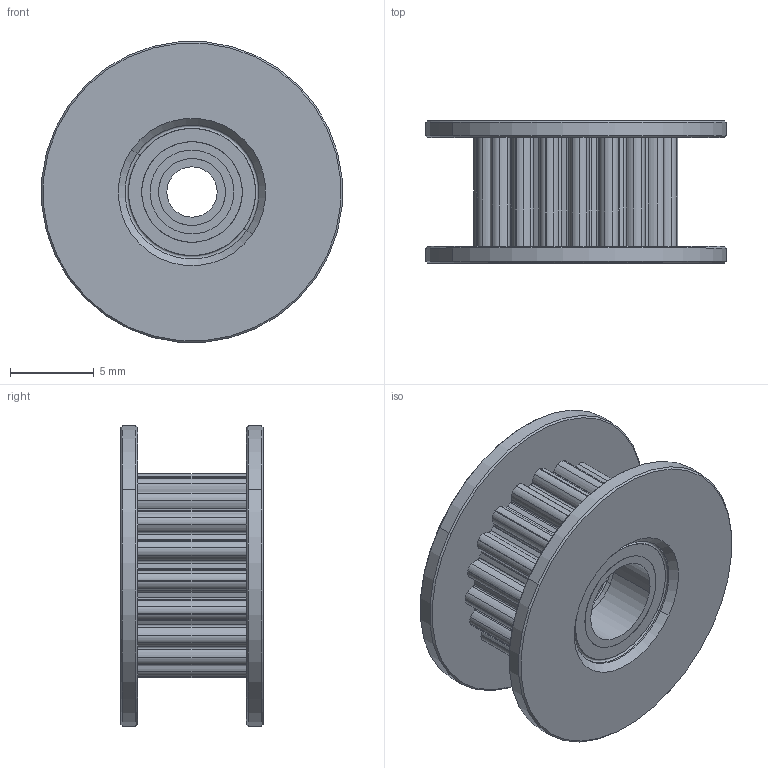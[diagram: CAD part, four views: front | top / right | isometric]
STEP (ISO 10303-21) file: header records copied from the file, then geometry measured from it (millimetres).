
FILE_DESCRIPTION (( 'STEP AP214' ), '1' );
FILE_NAME ('GT2 Timing Idler Pulley, Configurable, 20T W6 B3 With T.STEP', '2019-11-15T21:30:30', ( '' ), ( '' ), 'SwSTEP 2.0', 'SolidWorks 2018', '' );
FILE_SCHEMA (( 'AUTOMOTIVE_DESIGN' ));
Length unit declared in the file: millimetre
Products named in the file (12): Bearing Subassy, GT2 Timing Idler Pulley, Configurable_5 mm Bore; Bearing Ball, GT2 Timing Idler Pulley, Configurable_1.4 mm; Bearing Seal, GT2 Timing Idler Pulley, Configurable_5 mm Bore; Bearing Inner Ring, GT2 Timing Idler Pulley, Configurable_5 mm Bore; Bearing Outer Ring, GT2 Timing Idler Pulley, Configurable_5 mm Bore; Bearing Subassy, GT2 Timing Idler Pulley, Configurable_3 mm Bore; Bearing Ball, GT2 Timing Idler Pulley, Configurable_2 mm; Bearing Seal, GT2 Timing Idler Pulley, Configurable_3 mm Bore; Bearing Inner Ring, GT2 Timing Idler Pulley, Configurable_3 mm Bore; Bearing Outer Ring, GT2 Timing Idler Pulley, Configurable_3 mm Bore; Body, GT2 Timing Idler Pulley, Configurable_20T W6 B3 With T; GT2 Timing Idler Pulley, Configurable, 20T W6 B3 With T
Assembly tree (29 placements, depth 3):
  GT2 Timing Idler Pulley, Configurable, 20T W6 B3 With T
    Body, GT2 Timing Idler Pulley, Configurable_20T W6 B3 With T
    Bearing Subassy, GT2 Timing Idler Pulley, Configurable_3 mm Bore
      Bearing Outer Ring, GT2 Timing Idler Pulley, Configurable_3 mm Bore
      Bearing Inner Ring, GT2 Timing Idler Pulley, Configurable_3 mm Bore
      Bearing Seal, GT2 Timing Idler Pulley, Configurable_3 mm Bore  x2
      Bearing Ball, GT2 Timing Idler Pulley, Configurable_2 mm  x6
    Bearing Subassy, GT2 Timing Idler Pulley, Configurable_5 mm Bore
      Bearing Outer Ring, GT2 Timing Idler Pulley, Configurable_5 mm Bore
      Bearing Inner Ring, GT2 Timing Idler Pulley, Configurable_5 mm Bore
      Bearing Seal, GT2 Timing Idler Pulley, Configurable_5 mm Bore  x2
      Bearing Ball, GT2 Timing Idler Pulley, Configurable_1.4 mm  x12
Bounding box: 17.93 x 8.5 x 17.93 mm (x, y, z)
Volume: 971.7 mm3; surface area: 2422.7 mm2
Topology: 27 solids, 27 shells, 317 faces, 855 edges, 560 vertices
Faces by surface type: cylinder 219, sphere 36, torus 28, plane 22, cone 12
Entity records: 9031 total; most frequent: DIRECTION 1761, CARTESIAN_POINT 1442, ORIENTED_EDGE 1386, AXIS2_PLACEMENT_3D 769, EDGE_CURVE 693, CIRCLE 470, VERTEX_POINT 450, EDGE_LOOP 283
